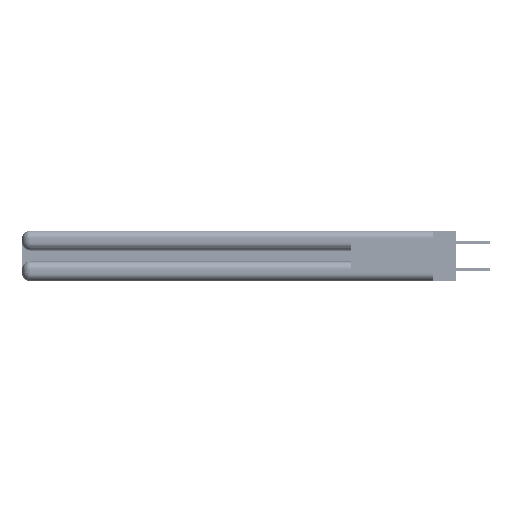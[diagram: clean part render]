
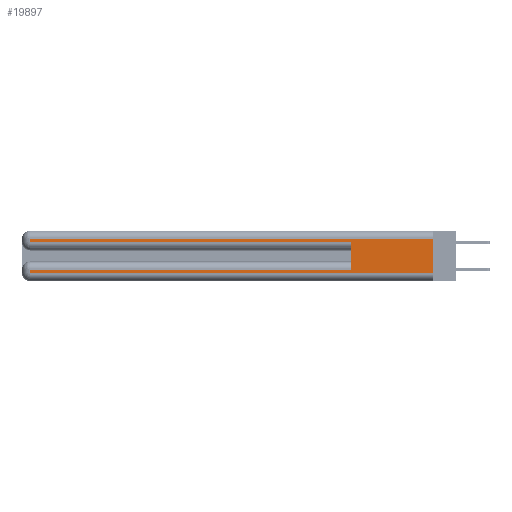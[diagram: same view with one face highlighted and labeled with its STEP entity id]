
A CAD part, left-side view. The second image highlights one B-rep face of the part: STEP entity #19897.
In plain terms, the highlighted planar face has unit normal (-1, 0, 0).
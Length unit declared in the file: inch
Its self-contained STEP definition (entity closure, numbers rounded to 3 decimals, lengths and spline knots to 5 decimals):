
#387 = FACE_OUTER_BOUND ( 'NONE', #31554, .T. ) ;
#670 = EDGE_CURVE ( 'NONE', #12294, #29030, #45449, .T. ) ;
#1886 = LINE ( 'NONE', #8258, #3599 ) ;
#3565 = LINE ( 'NONE', #19122, #41148 ) ;
#3599 = VECTOR ( 'NONE', #3821, 39.37008 ) ;
#3802 = DIRECTION ( 'NONE',  ( 0., 0., -1. ) ) ;
#3821 = DIRECTION ( 'NONE',  ( 0., -1., 0. ) ) ;
#4703 = CARTESIAN_POINT ( 'NONE',  ( 0., 2.94, 0.085 ) ) ;
#5374 = ORIENTED_EDGE ( 'NONE', *, *, #29786, .T. ) ;
#6268 = DIRECTION ( 'NONE',  ( 0., 0., -1. ) ) ;
#6419 = EDGE_CURVE ( 'NONE', #29070, #29030, #46767, .T. ) ;
#6687 = VECTOR ( 'NONE', #6268, 39.37008 ) ;
#7008 = CARTESIAN_POINT ( 'NONE',  ( 0., 2.94, 0.37 ) ) ;
#7667 = CARTESIAN_POINT ( 'NONE',  ( 0., 0., 0.31 ) ) ;
#8258 = CARTESIAN_POINT ( 'NONE',  ( 0., 0., 0.285 ) ) ;
#8861 = CARTESIAN_POINT ( 'NONE',  ( 0., 0., 0.06 ) ) ;
#9258 = VECTOR ( 'NONE', #26213, 39.37008 ) ;
#10130 = ORIENTED_EDGE ( 'NONE', *, *, #15139, .T. ) ;
#10481 = CARTESIAN_POINT ( 'NONE',  ( 0., 0.6, 0.085 ) ) ;
#11184 = ORIENTED_EDGE ( 'NONE', *, *, #12265, .T. ) ;
#12265 = EDGE_CURVE ( 'NONE', #39311, #29070, #33260, .T. ) ;
#12294 = VERTEX_POINT ( 'NONE', #7667 ) ;
#14408 = CARTESIAN_POINT ( 'NONE',  ( 0., 2.94, 0.285 ) ) ;
#15139 = EDGE_CURVE ( 'NONE', #43804, #23886, #1886, .T. ) ;
#16766 = LINE ( 'NONE', #18695, #43724 ) ;
#17349 = AXIS2_PLACEMENT_3D ( 'NONE', #45151, #22714, #3802 ) ;
#17696 = CARTESIAN_POINT ( 'NONE',  ( 0., 0., 0.06 ) ) ;
#18695 = CARTESIAN_POINT ( 'NONE',  ( 0., 0.6, 0.145 ) ) ;
#18867 = DIRECTION ( 'NONE',  ( 0., 0., 1. ) ) ;
#19122 = CARTESIAN_POINT ( 'NONE',  ( 0., 0., 0.31 ) ) ;
#19241 = EDGE_CURVE ( 'NONE', #35662, #23886, #16766, .T. ) ;
#19897 = ADVANCED_FACE ( 'NONE', ( #387 ), #29718, .F. ) ;
#20880 = LINE ( 'NONE', #45964, #38470 ) ;
#21413 = CARTESIAN_POINT ( 'NONE',  ( 0., 0., 0.37 ) ) ;
#22163 = ORIENTED_EDGE ( 'NONE', *, *, #670, .F. ) ;
#22586 = ORIENTED_EDGE ( 'NONE', *, *, #23417, .T. ) ;
#22714 = DIRECTION ( 'NONE',  ( 1., 0., 0. ) ) ;
#22875 = DIRECTION ( 'NONE',  ( 0., 1., 0. ) ) ;
#23417 = EDGE_CURVE ( 'NONE', #12294, #24384, #3565, .T. ) ;
#23742 = DIRECTION ( 'NONE',  ( 0., 0., -1. ) ) ;
#23886 = VERTEX_POINT ( 'NONE', #26572 ) ;
#24384 = VERTEX_POINT ( 'NONE', #41841 ) ;
#24990 = LINE ( 'NONE', #46362, #46104 ) ;
#25344 = DIRECTION ( 'NONE',  ( 0., -1., 0. ) ) ;
#26213 = DIRECTION ( 'NONE',  ( 0., 0., -1. ) ) ;
#26572 = CARTESIAN_POINT ( 'NONE',  ( 0., 0.6, 0.285 ) ) ;
#29030 = VERTEX_POINT ( 'NONE', #8861 ) ;
#29070 = VERTEX_POINT ( 'NONE', #35252 ) ;
#29718 = PLANE ( 'NONE',  #17349 ) ;
#29786 = EDGE_CURVE ( 'NONE', #24384, #43804, #24990, .T. ) ;
#31554 = EDGE_LOOP ( 'NONE', ( #22163, #22586, #5374, #10130, #43599, #48367, #11184, #32481 ) ) ;
#32481 = ORIENTED_EDGE ( 'NONE', *, *, #6419, .T. ) ;
#33260 = LINE ( 'NONE', #7008, #9258 ) ;
#35252 = CARTESIAN_POINT ( 'NONE',  ( 0., 2.94, 0.06 ) ) ;
#35662 = VERTEX_POINT ( 'NONE', #10481 ) ;
#38470 = VECTOR ( 'NONE', #43013, 39.37008 ) ;
#39311 = VERTEX_POINT ( 'NONE', #4703 ) ;
#41148 = VECTOR ( 'NONE', #22875, 39.37008 ) ;
#41841 = CARTESIAN_POINT ( 'NONE',  ( 0., 2.94, 0.31 ) ) ;
#43013 = DIRECTION ( 'NONE',  ( 0., 1., 0. ) ) ;
#43599 = ORIENTED_EDGE ( 'NONE', *, *, #19241, .F. ) ;
#43724 = VECTOR ( 'NONE', #18867, 39.37008 ) ;
#43804 = VERTEX_POINT ( 'NONE', #14408 ) ;
#45151 = CARTESIAN_POINT ( 'NONE',  ( 0., 0., 0.37 ) ) ;
#45449 = LINE ( 'NONE', #21413, #6687 ) ;
#45560 = VECTOR ( 'NONE', #25344, 39.37008 ) ;
#45964 = CARTESIAN_POINT ( 'NONE',  ( 0., 0., 0.085 ) ) ;
#46104 = VECTOR ( 'NONE', #23742, 39.37008 ) ;
#46362 = CARTESIAN_POINT ( 'NONE',  ( 0., 2.94, 0.37 ) ) ;
#46767 = LINE ( 'NONE', #17696, #45560 ) ;
#47187 = EDGE_CURVE ( 'NONE', #35662, #39311, #20880, .T. ) ;
#48367 = ORIENTED_EDGE ( 'NONE', *, *, #47187, .T. ) ;
